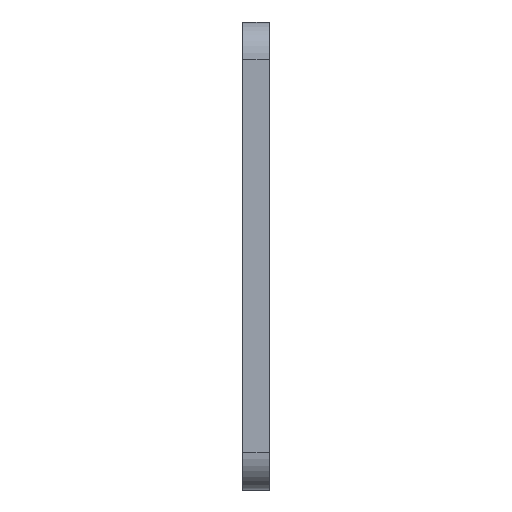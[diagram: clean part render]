
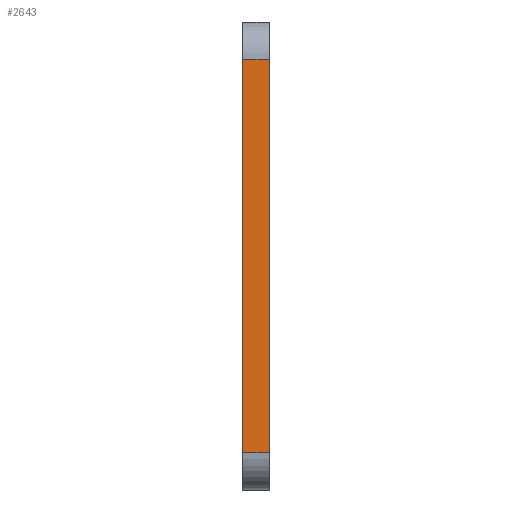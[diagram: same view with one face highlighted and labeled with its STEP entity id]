
A CAD part, left-side view. The second image highlights one B-rep face of the part: STEP entity #2643.
In plain terms, the highlighted planar face has unit normal (-1, 0, 0).
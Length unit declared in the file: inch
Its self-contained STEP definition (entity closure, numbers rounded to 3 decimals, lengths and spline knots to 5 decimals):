
#17 = EDGE_CURVE ( 'NONE', #5723, #717, #4562, .T. ) ;
#333 = VECTOR ( 'NONE', #2479, 39.37008 ) ;
#386 = CARTESIAN_POINT ( 'NONE',  ( 0., 0., -0.125 ) ) ;
#684 = CARTESIAN_POINT ( 'NONE',  ( 0., -0.09, -1.4498 ) ) ;
#717 = VERTEX_POINT ( 'NONE', #386 ) ;
#906 = VECTOR ( 'NONE', #3214, 39.37008 ) ;
#961 = ORIENTED_EDGE ( 'NONE', *, *, #17, .T. ) ;
#974 = CARTESIAN_POINT ( 'NONE',  ( 0., -0.09, -0.125 ) ) ;
#1275 = EDGE_LOOP ( 'NONE', ( #2437, #3520, #4108, #961 ) ) ;
#1352 = CARTESIAN_POINT ( 'NONE',  ( 0., -0.09, -0.125 ) ) ;
#1477 = EDGE_CURVE ( 'NONE', #2954, #717, #2070, .T. ) ;
#1711 = PLANE ( 'NONE',  #1857 ) ;
#1857 = AXIS2_PLACEMENT_3D ( 'NONE', #5287, #5326, #3063 ) ;
#2070 = LINE ( 'NONE', #3819, #333 ) ;
#2102 = FACE_OUTER_BOUND ( 'NONE', #1275, .T. ) ;
#2345 = VECTOR ( 'NONE', #4185, 39.37008 ) ;
#2421 = CARTESIAN_POINT ( 'NONE',  ( 0., -0.09, -1.4498 ) ) ;
#2437 = ORIENTED_EDGE ( 'NONE', *, *, #1477, .F. ) ;
#2479 = DIRECTION ( 'NONE',  ( 0., 0., 1. ) ) ;
#2643 = ADVANCED_FACE ( 'NONE', ( #2102 ), #1711, .T. ) ;
#2895 = EDGE_CURVE ( 'NONE', #2954, #3483, #5186, .T. ) ;
#2954 = VERTEX_POINT ( 'NONE', #4271 ) ;
#3063 = DIRECTION ( 'NONE',  ( 0., 0., 1. ) ) ;
#3214 = DIRECTION ( 'NONE',  ( 0., 1., 0. ) ) ;
#3483 = VERTEX_POINT ( 'NONE', #684 ) ;
#3520 = ORIENTED_EDGE ( 'NONE', *, *, #2895, .T. ) ;
#3819 = CARTESIAN_POINT ( 'NONE',  ( 0., 0., 0. ) ) ;
#4094 = VECTOR ( 'NONE', #4669, 39.37008 ) ;
#4108 = ORIENTED_EDGE ( 'NONE', *, *, #4621, .T. ) ;
#4185 = DIRECTION ( 'NONE',  ( 0., -1., 0. ) ) ;
#4271 = CARTESIAN_POINT ( 'NONE',  ( 0., 0., -1.4498 ) ) ;
#4562 = LINE ( 'NONE', #1352, #906 ) ;
#4621 = EDGE_CURVE ( 'NONE', #3483, #5723, #4693, .T. ) ;
#4669 = DIRECTION ( 'NONE',  ( 0., 0., 1. ) ) ;
#4693 = LINE ( 'NONE', #5130, #4094 ) ;
#5130 = CARTESIAN_POINT ( 'NONE',  ( 0., -0.09, 0. ) ) ;
#5186 = LINE ( 'NONE', #2421, #2345 ) ;
#5287 = CARTESIAN_POINT ( 'NONE',  ( 0., -0.09, 0. ) ) ;
#5326 = DIRECTION ( 'NONE',  ( -1., 0., 0. ) ) ;
#5723 = VERTEX_POINT ( 'NONE', #974 ) ;
